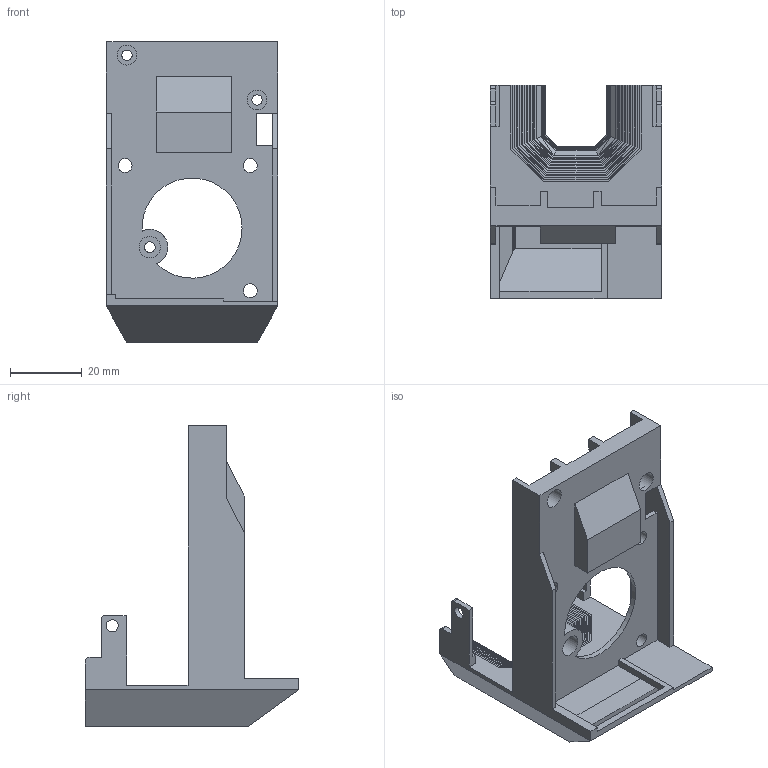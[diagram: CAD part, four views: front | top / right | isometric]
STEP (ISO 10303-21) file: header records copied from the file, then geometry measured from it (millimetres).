
FILE_DESCRIPTION(('FreeCAD Model'),'2;1');
FILE_NAME('Open CASCADE Shape Model','1974-01-01T00:00:00',(''),(''), 'Open CASCADE STEP processor 7.7','FreeCAD','Unknown');
FILE_SCHEMA(('AUTOMOTIVE_DESIGN { 1 0 10303 214 1 1 1 1 }'));
Length unit declared in the file: millimetre
Products named in the file (1): k1_toolhead_cover_experimental_step
Bounding box: 48 x 59.63 x 84.1 mm (x, y, z)
Volume: 17675.9 mm3; surface area: 23343.7 mm2
Topology: 1 solids, 1 shells, 1482 faces, 2834 edges, 1353 vertices
Faces by surface type: plane 1462, cylinder 20
Full cylindrical faces by diameter (mm): 2.9 x2, 3 x1, 3.4 x2, 3.9 x3, 5.5 x2, 5.8 x3, 6 x1, 10 x1
Entity records: 34510 total; most frequent: DIRECTION 5842, CARTESIAN_POINT 5672, ORIENTED_EDGE 5668, EDGE_CURVE 2834, LINE 2788, VECTOR 2788, AXIS2_PLACEMENT_3D 1527, FACE_BOUND 1507
